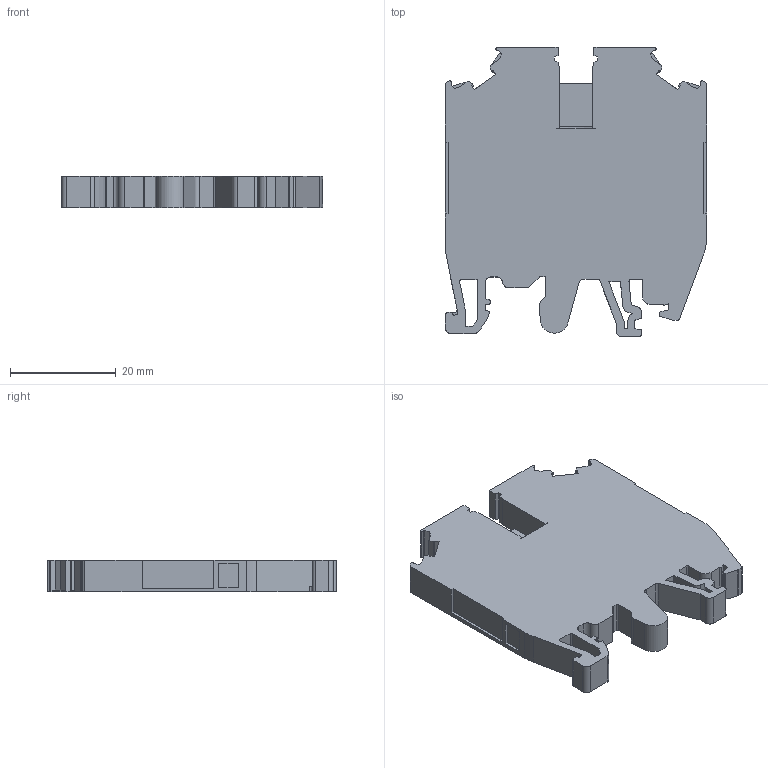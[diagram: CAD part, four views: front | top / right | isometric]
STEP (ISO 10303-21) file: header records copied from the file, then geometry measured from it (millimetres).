
FILE_DESCRIPTION (( 'STEP AP214' ), '1' );
FILE_NAME ('304509_AVY Y4_Beige.STP', '2014-01-24T09:30:41', ( 'arge' ), ( 'Microsoft' ), 'SwSTEP 2.0', 'SolidWorks 2013', '' );
FILE_SCHEMA (( 'AUTOMOTIVE_DESIGN' ));
Length unit declared in the file: millimetre
Products named in the file (1): 304509_AVY Y4_Beige
Bounding box: 49.4 x 54.69 x 6 mm (x, y, z)
Volume: 12682.5 mm3; surface area: 6534.6 mm2
Topology: 1 solids, 1 shells, 243 faces, 714 edges, 476 vertices
Faces by surface type: plane 162, cylinder 81
Entity records: 8118 total; most frequent: CARTESIAN_POINT 1434, ORIENTED_EDGE 1428, DIRECTION 1370, EDGE_CURVE 714, LINE 546, VECTOR 546, VERTEX_POINT 476, AXIS2_PLACEMENT_3D 412
